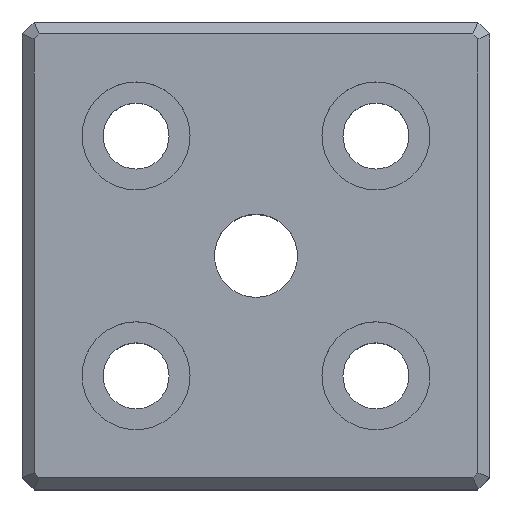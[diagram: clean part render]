
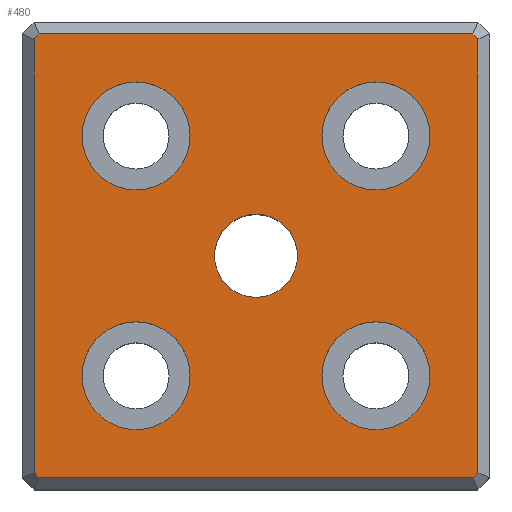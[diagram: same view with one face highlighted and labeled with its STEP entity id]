
A CAD part, top view. The second image highlights one B-rep face of the part: STEP entity #480.
In plain terms, the highlighted planar face has unit normal (0, 0, 1).
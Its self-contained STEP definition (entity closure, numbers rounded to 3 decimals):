
#24=FACE_BOUND('',#109,.T.);
#25=FACE_BOUND('',#110,.T.);
#26=FACE_BOUND('',#111,.T.);
#27=FACE_BOUND('',#112,.T.);
#28=FACE_BOUND('',#113,.T.);
#47=CIRCLE('',#514,9.);
#48=CIRCLE('',#515,9.);
#49=CIRCLE('',#516,9.);
#50=CIRCLE('',#517,9.);
#51=CIRCLE('',#518,6.918);
#77=FACE_OUTER_BOUND('',#108,.T.);
#108=EDGE_LOOP('',(#378,#379,#380,#381,#382,#383,#384,#385));
#109=EDGE_LOOP('',(#386));
#110=EDGE_LOOP('',(#387));
#111=EDGE_LOOP('',(#388));
#112=EDGE_LOOP('',(#389));
#113=EDGE_LOOP('',(#390));
#150=LINE('',#694,#190);
#154=LINE('',#702,#194);
#157=LINE('',#708,#197);
#160=LINE('',#715,#200);
#164=LINE('',#723,#204);
#167=LINE('',#728,#207);
#169=LINE('',#732,#209);
#172=LINE('',#737,#212);
#190=VECTOR('',#554,72.343);
#194=VECTOR('',#560,1.172);
#197=VECTOR('',#565,72.343);
#200=VECTOR('',#570,72.343);
#204=VECTOR('',#576,1.172);
#207=VECTOR('',#581,1.172);
#209=VECTOR('',#585,72.343);
#212=VECTOR('',#590,1.172);
#230=VERTEX_POINT('',#692);
#231=VERTEX_POINT('',#693);
#234=VERTEX_POINT('',#701);
#236=VERTEX_POINT('',#707);
#238=VERTEX_POINT('',#713);
#239=VERTEX_POINT('',#714);
#242=VERTEX_POINT('',#722);
#244=VERTEX_POINT('',#731);
#251=VERTEX_POINT('',#758);
#252=VERTEX_POINT('',#760);
#253=VERTEX_POINT('',#762);
#254=VERTEX_POINT('',#764);
#255=VERTEX_POINT('',#766);
#272=EDGE_CURVE('',#230,#231,#150,.T.);
#276=EDGE_CURVE('',#234,#230,#154,.T.);
#279=EDGE_CURVE('',#236,#234,#157,.T.);
#282=EDGE_CURVE('',#238,#239,#160,.T.);
#286=EDGE_CURVE('',#242,#238,#164,.T.);
#289=EDGE_CURVE('',#239,#236,#167,.T.);
#291=EDGE_CURVE('',#244,#242,#169,.T.);
#294=EDGE_CURVE('',#231,#244,#172,.T.);
#305=EDGE_CURVE('',#251,#251,#47,.T.);
#306=EDGE_CURVE('',#252,#252,#48,.T.);
#307=EDGE_CURVE('',#253,#253,#49,.T.);
#308=EDGE_CURVE('',#254,#254,#50,.T.);
#309=EDGE_CURVE('',#255,#255,#51,.T.);
#378=ORIENTED_EDGE('',*,*,#282,.F.);
#379=ORIENTED_EDGE('',*,*,#286,.F.);
#380=ORIENTED_EDGE('',*,*,#291,.F.);
#381=ORIENTED_EDGE('',*,*,#294,.F.);
#382=ORIENTED_EDGE('',*,*,#272,.F.);
#383=ORIENTED_EDGE('',*,*,#276,.F.);
#384=ORIENTED_EDGE('',*,*,#279,.F.);
#385=ORIENTED_EDGE('',*,*,#289,.F.);
#386=ORIENTED_EDGE('',*,*,#305,.T.);
#387=ORIENTED_EDGE('',*,*,#306,.T.);
#388=ORIENTED_EDGE('',*,*,#307,.T.);
#389=ORIENTED_EDGE('',*,*,#308,.T.);
#390=ORIENTED_EDGE('',*,*,#309,.T.);
#458=PLANE('',#513);
#480=ADVANCED_FACE('',(#77,#24,#25,#26,#27,#28),#458,.T.);
#513=AXIS2_PLACEMENT_3D('',#757,#609,#610);
#514=AXIS2_PLACEMENT_3D('',#759,#611,#612);
#515=AXIS2_PLACEMENT_3D('',#761,#613,#614);
#516=AXIS2_PLACEMENT_3D('',#763,#615,#616);
#517=AXIS2_PLACEMENT_3D('',#765,#617,#618);
#518=AXIS2_PLACEMENT_3D('',#767,#619,#620);
#554=DIRECTION('',(1.,0.,0.));
#560=DIRECTION('',(0.707,0.707,0.));
#565=DIRECTION('',(0.,1.,0.));
#570=DIRECTION('',(-1.,0.,0.));
#576=DIRECTION('',(-0.707,-0.707,0.));
#581=DIRECTION('',(-0.707,0.707,0.));
#585=DIRECTION('',(0.,-1.,0.));
#590=DIRECTION('',(0.707,-0.707,0.));
#609=DIRECTION('center_axis',(0.,0.,1.));
#610=DIRECTION('ref_axis',(1.,0.,0.));
#611=DIRECTION('center_axis',(0.,0.,-1.));
#612=DIRECTION('ref_axis',(1.,0.,0.));
#613=DIRECTION('center_axis',(0.,0.,-1.));
#614=DIRECTION('ref_axis',(1.,0.,0.));
#615=DIRECTION('center_axis',(0.,0.,-1.));
#616=DIRECTION('ref_axis',(1.,0.,0.));
#617=DIRECTION('center_axis',(0.,0.,-1.));
#618=DIRECTION('ref_axis',(1.,0.,0.));
#619=DIRECTION('center_axis',(0.,0.,-1.));
#620=DIRECTION('ref_axis',(1.,0.,0.));
#692=CARTESIAN_POINT('',(-36.172,37.,30.));
#693=CARTESIAN_POINT('',(36.172,37.,30.));
#694=CARTESIAN_POINT('',(-19.5,37.,30.));
#701=CARTESIAN_POINT('',(-37.,36.172,30.));
#702=CARTESIAN_POINT('',(-36.586,36.586,30.));
#707=CARTESIAN_POINT('',(-37.,-36.172,30.));
#708=CARTESIAN_POINT('',(-37.,-19.5,30.));
#713=CARTESIAN_POINT('',(36.172,-37.,30.));
#714=CARTESIAN_POINT('',(-36.172,-37.,30.));
#715=CARTESIAN_POINT('',(19.5,-37.,30.));
#722=CARTESIAN_POINT('',(37.,-36.172,30.));
#723=CARTESIAN_POINT('',(36.586,-36.586,30.));
#728=CARTESIAN_POINT('',(-36.586,-36.586,30.));
#731=CARTESIAN_POINT('',(37.,36.172,30.));
#732=CARTESIAN_POINT('',(37.,19.5,30.));
#737=CARTESIAN_POINT('',(36.586,36.586,30.));
#757=CARTESIAN_POINT('Origin',(0.,0.,
30.));
#758=CARTESIAN_POINT('',(-11.,-20.,30.));
#759=CARTESIAN_POINT('Origin',(-20.,-20.,30.));
#760=CARTESIAN_POINT('',(29.,20.,30.));
#761=CARTESIAN_POINT('Origin',(20.,20.,30.));
#762=CARTESIAN_POINT('',(-11.,20.,30.));
#763=CARTESIAN_POINT('Origin',(-20.,20.,30.));
#764=CARTESIAN_POINT('',(29.,-20.,30.));
#765=CARTESIAN_POINT('Origin',(20.,-20.,30.));
#766=CARTESIAN_POINT('',(6.918,0.,30.));
#767=CARTESIAN_POINT('Origin',(0.,0.,
30.));
